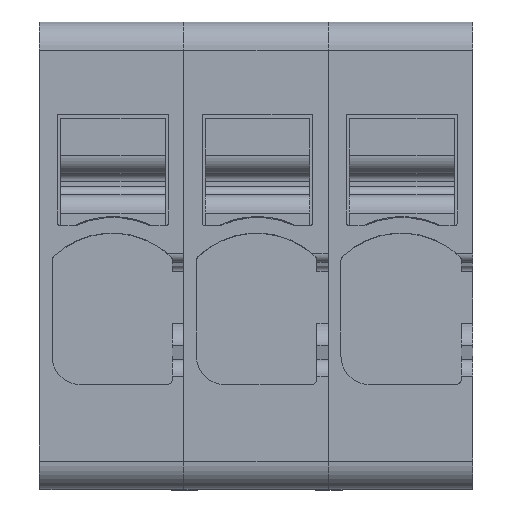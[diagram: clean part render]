
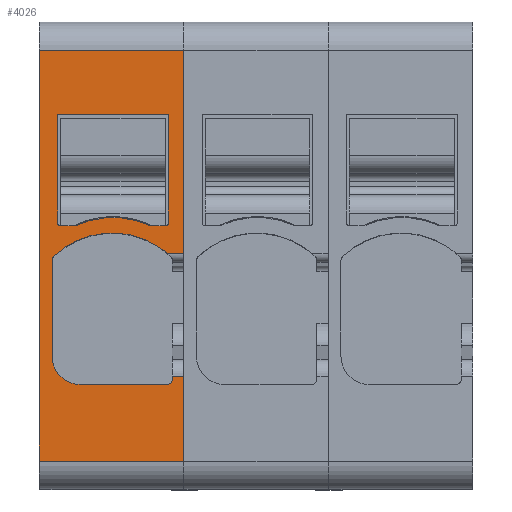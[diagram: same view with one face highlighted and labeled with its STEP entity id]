
A CAD part, top view. The second image highlights one B-rep face of the part: STEP entity #4026.
In plain terms, the highlighted planar face has unit normal (0, 0, 1).
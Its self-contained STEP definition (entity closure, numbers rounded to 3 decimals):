
#3835=AXIS2_PLACEMENT_3D('Plane Axis2P3D',#3832,#3833,#3834) ;
#3860=AXIS2_PLACEMENT_3D('Circle Axis2P3D',#3858,#3859,$) ;
#3874=AXIS2_PLACEMENT_3D('Circle Axis2P3D',#3872,#3873,$) ;
#3888=AXIS2_PLACEMENT_3D('Circle Axis2P3D',#3886,#3887,$) ;
#3895=AXIS2_PLACEMENT_3D('Circle Axis2P3D',#3893,#3894,$) ;
#3930=AXIS2_PLACEMENT_3D('Circle Axis2P3D',#3928,#3929,$) ;
#3946=AXIS2_PLACEMENT_3D('Circle Axis2P3D',#3944,#3945,$) ;
#3960=AXIS2_PLACEMENT_3D('Circle Axis2P3D',#3958,#3959,$) ;
#3974=AXIS2_PLACEMENT_3D('Circle Axis2P3D',#3972,#3973,$) ;
#3981=AXIS2_PLACEMENT_3D('Circle Axis2P3D',#3979,#3980,$) ;
#3988=AXIS2_PLACEMENT_3D('Circle Axis2P3D',#3986,#3987,$) ;
#4002=AXIS2_PLACEMENT_3D('Circle Axis2P3D',#4000,#4001,$) ;
#2718=CARTESIAN_POINT('Vertex',(0.,1.,42.25)) ;
#2721=CARTESIAN_POINT('Line Origine',(0.,8.25,42.25)) ;
#2725=CARTESIAN_POINT('Vertex',(0.,15.5,42.25)) ;
#3072=CARTESIAN_POINT('Vertex',(5.1,15.5,42.25)) ;
#3075=CARTESIAN_POINT('Line Origine',(2.55,15.5,42.25)) ;
#3131=CARTESIAN_POINT('Vertex',(5.1,1.,42.25)) ;
#3134=CARTESIAN_POINT('Line Origine',(2.55,1.,42.25)) ;
#3832=CARTESIAN_POINT('Axis2P3D Location',(13.,15.5,42.25)) ;
#3837=CARTESIAN_POINT('Line Origine',(5.1,2.5,42.25)) ;
#3841=CARTESIAN_POINT('Vertex',(5.1,4.,42.25)) ;
#3844=CARTESIAN_POINT('Line Origine',(4.9,4.,42.25)) ;
#3848=CARTESIAN_POINT('Vertex',(4.7,4.,42.25)) ;
#3851=CARTESIAN_POINT('Line Origine',(4.7,3.95,42.25)) ;
#3855=CARTESIAN_POINT('Vertex',(4.7,3.9,42.25)) ;
#3858=CARTESIAN_POINT('Axis2P3D Location',(4.5,3.9,42.25)) ;
#3862=CARTESIAN_POINT('Vertex',(4.5,3.7,42.25)) ;
#3865=CARTESIAN_POINT('Line Origine',(2.975,3.7,42.25)) ;
#3869=CARTESIAN_POINT('Vertex',(1.45,3.7,42.25)) ;
#3872=CARTESIAN_POINT('Axis2P3D Location',(1.45,4.7,42.25)) ;
#3876=CARTESIAN_POINT('Vertex',(0.45,4.7,42.25)) ;
#3879=CARTESIAN_POINT('Line Origine',(0.45,6.392,42.25)) ;
#3883=CARTESIAN_POINT('Vertex',(0.45,8.083,42.25)) ;
#3886=CARTESIAN_POINT('Axis2P3D Location',(0.65,8.083,42.25)) ;
#3890=CARTESIAN_POINT('Vertex',(0.512,8.229,42.25)) ;
#3893=CARTESIAN_POINT('Axis2P3D Location',(2.575,6.05,42.25)) ;
#3897=CARTESIAN_POINT('Vertex',(4.548,8.31,42.25)) ;
#3900=CARTESIAN_POINT('Line Origine',(4.824,8.31,42.25)) ;
#3904=CARTESIAN_POINT('Vertex',(5.1,8.31,42.25)) ;
#3907=CARTESIAN_POINT('Line Origine',(5.1,11.905,42.25)) ;
#3928=CARTESIAN_POINT('Axis2P3D Location',(0.7,13.2,42.25)) ;
#3932=CARTESIAN_POINT('Vertex',(0.65,13.2,42.25)) ;
#3934=CARTESIAN_POINT('Vertex',(0.7,13.25,42.25)) ;
#3937=CARTESIAN_POINT('Line Origine',(2.6,13.25,42.25)) ;
#3941=CARTESIAN_POINT('Vertex',(4.5,13.25,42.25)) ;
#3944=CARTESIAN_POINT('Axis2P3D Location',(4.5,13.2,42.25)) ;
#3948=CARTESIAN_POINT('Vertex',(4.55,13.2,42.25)) ;
#3951=CARTESIAN_POINT('Line Origine',(4.55,11.3,42.25)) ;
#3955=CARTESIAN_POINT('Vertex',(4.55,9.4,42.25)) ;
#3958=CARTESIAN_POINT('Axis2P3D Location',(4.45,9.4,42.25)) ;
#3962=CARTESIAN_POINT('Vertex',(4.45,9.3,42.25)) ;
#3965=CARTESIAN_POINT('Line Origine',(4.225,9.3,42.25)) ;
#3969=CARTESIAN_POINT('Vertex',(4.,9.3,42.25)) ;
#3972=CARTESIAN_POINT('Axis2P3D Location',(4.,9.65,42.25)) ;
#3976=CARTESIAN_POINT('Vertex',(3.858,9.33,42.25)) ;
#3979=CARTESIAN_POINT('Axis2P3D Location',(2.6,6.497,42.25)) ;
#3983=CARTESIAN_POINT('Vertex',(1.342,9.33,42.25)) ;
#3986=CARTESIAN_POINT('Axis2P3D Location',(1.2,9.65,42.25)) ;
#3990=CARTESIAN_POINT('Vertex',(1.2,9.3,42.25)) ;
#3993=CARTESIAN_POINT('Line Origine',(0.975,9.3,42.25)) ;
#3997=CARTESIAN_POINT('Vertex',(0.75,9.3,42.25)) ;
#4000=CARTESIAN_POINT('Axis2P3D Location',(0.75,9.4,42.25)) ;
#4004=CARTESIAN_POINT('Vertex',(0.65,9.4,42.25)) ;
#4007=CARTESIAN_POINT('Line Origine',(0.65,11.3,42.25)) ;
#2722=DIRECTION('Vector Direction',(0.,-1.,0.)) ;
#3076=DIRECTION('Vector Direction',(-1.,0.,0.)) ;
#3135=DIRECTION('Vector Direction',(-1.,0.,0.)) ;
#3833=DIRECTION('Axis2P3D Direction',(0.,0.,1.)) ;
#3834=DIRECTION('Axis2P3D XDirection',(0.,-1.,0.)) ;
#3838=DIRECTION('Vector Direction',(0.,-1.,0.)) ;
#3845=DIRECTION('Vector Direction',(1.,0.,0.)) ;
#3852=DIRECTION('Vector Direction',(0.,-1.,0.)) ;
#3859=DIRECTION('Axis2P3D Direction',(0.,0.,1.)) ;
#3866=DIRECTION('Vector Direction',(1.,0.,0.)) ;
#3873=DIRECTION('Axis2P3D Direction',(0.,0.,1.)) ;
#3880=DIRECTION('Vector Direction',(0.,-1.,0.)) ;
#3887=DIRECTION('Axis2P3D Direction',(0.,0.,1.)) ;
#3894=DIRECTION('Axis2P3D Direction',(0.,0.,1.)) ;
#3901=DIRECTION('Vector Direction',(-1.,0.,0.)) ;
#3908=DIRECTION('Vector Direction',(0.,-1.,0.)) ;
#3929=DIRECTION('Axis2P3D Direction',(0.,0.,1.)) ;
#3938=DIRECTION('Vector Direction',(1.,0.,0.)) ;
#3945=DIRECTION('Axis2P3D Direction',(0.,0.,1.)) ;
#3952=DIRECTION('Vector Direction',(0.,-1.,0.)) ;
#3959=DIRECTION('Axis2P3D Direction',(0.,0.,1.)) ;
#3966=DIRECTION('Vector Direction',(-1.,0.,0.)) ;
#3973=DIRECTION('Axis2P3D Direction',(0.,0.,1.)) ;
#3980=DIRECTION('Axis2P3D Direction',(0.,0.,1.)) ;
#3987=DIRECTION('Axis2P3D Direction',(0.,0.,1.)) ;
#3994=DIRECTION('Vector Direction',(-1.,0.,0.)) ;
#4001=DIRECTION('Axis2P3D Direction',(0.,0.,1.)) ;
#4008=DIRECTION('Vector Direction',(0.,1.,0.)) ;
#2723=VECTOR('Line Direction',#2722,1.) ;
#3077=VECTOR('Line Direction',#3076,1.) ;
#3136=VECTOR('Line Direction',#3135,1.) ;
#3839=VECTOR('Line Direction',#3838,1.) ;
#3846=VECTOR('Line Direction',#3845,1.) ;
#3853=VECTOR('Line Direction',#3852,1.) ;
#3867=VECTOR('Line Direction',#3866,1.) ;
#3881=VECTOR('Line Direction',#3880,1.) ;
#3902=VECTOR('Line Direction',#3901,1.) ;
#3909=VECTOR('Line Direction',#3908,1.) ;
#3939=VECTOR('Line Direction',#3938,1.) ;
#3953=VECTOR('Line Direction',#3952,1.) ;
#3967=VECTOR('Line Direction',#3966,1.) ;
#3995=VECTOR('Line Direction',#3994,1.) ;
#4009=VECTOR('Line Direction',#4008,1.) ;
#3913=ORIENTED_EDGE('',*,*,#3079,.F.) ;
#3914=ORIENTED_EDGE('',*,*,#2727,.T.) ;
#3915=ORIENTED_EDGE('',*,*,#3138,.T.) ;
#3916=ORIENTED_EDGE('',*,*,#3843,.F.) ;
#3917=ORIENTED_EDGE('',*,*,#3850,.F.) ;
#3918=ORIENTED_EDGE('',*,*,#3857,.T.) ;
#3919=ORIENTED_EDGE('',*,*,#3864,.F.) ;
#3920=ORIENTED_EDGE('',*,*,#3871,.F.) ;
#3921=ORIENTED_EDGE('',*,*,#3878,.F.) ;
#3922=ORIENTED_EDGE('',*,*,#3885,.F.) ;
#3923=ORIENTED_EDGE('',*,*,#3892,.F.) ;
#3924=ORIENTED_EDGE('',*,*,#3899,.T.) ;
#3925=ORIENTED_EDGE('',*,*,#3906,.T.) ;
#3926=ORIENTED_EDGE('',*,*,#3911,.F.) ;
#4013=ORIENTED_EDGE('',*,*,#3936,.T.) ;
#4014=ORIENTED_EDGE('',*,*,#3943,.T.) ;
#4015=ORIENTED_EDGE('',*,*,#3950,.T.) ;
#4016=ORIENTED_EDGE('',*,*,#3957,.T.) ;
#4017=ORIENTED_EDGE('',*,*,#3964,.T.) ;
#4018=ORIENTED_EDGE('',*,*,#3971,.T.) ;
#4019=ORIENTED_EDGE('',*,*,#3978,.T.) ;
#4020=ORIENTED_EDGE('',*,*,#3985,.F.) ;
#4021=ORIENTED_EDGE('',*,*,#3992,.T.) ;
#4022=ORIENTED_EDGE('',*,*,#3999,.T.) ;
#4023=ORIENTED_EDGE('',*,*,#4006,.F.) ;
#4024=ORIENTED_EDGE('',*,*,#4011,.T.) ;
#4025=FACE_BOUND('',#4012,.T.) ;
#4026=ADVANCED_FACE('APG_2-5_BG',(#3927,#4025),#3836,.T.) ;
#3861=CIRCLE('generated circle',#3860,0.2) ;
#3875=CIRCLE('generated circle',#3874,1.) ;
#3889=CIRCLE('generated circle',#3888,0.2) ;
#3896=CIRCLE('generated circle',#3895,3.) ;
#3931=CIRCLE('generated circle',#3930,0.05) ;
#3947=CIRCLE('generated circle',#3946,0.05) ;
#3961=CIRCLE('generated circle',#3960,0.1) ;
#3975=CIRCLE('generated circle',#3974,0.35) ;
#3982=CIRCLE('generated circle',#3981,3.1) ;
#3989=CIRCLE('generated circle',#3988,0.35) ;
#4003=CIRCLE('generated circle',#4002,0.1) ;
#2727=EDGE_CURVE('',#2726,#2719,#2724,.T.) ;
#3079=EDGE_CURVE('',#2726,#3073,#3078,.F.) ;
#3138=EDGE_CURVE('',#2719,#3132,#3137,.F.) ;
#3843=EDGE_CURVE('',#3842,#3132,#3840,.T.) ;
#3850=EDGE_CURVE('',#3849,#3842,#3847,.T.) ;
#3857=EDGE_CURVE('',#3849,#3856,#3854,.T.) ;
#3864=EDGE_CURVE('',#3863,#3856,#3861,.T.) ;
#3871=EDGE_CURVE('',#3870,#3863,#3868,.T.) ;
#3878=EDGE_CURVE('',#3877,#3870,#3875,.T.) ;
#3885=EDGE_CURVE('',#3884,#3877,#3882,.T.) ;
#3892=EDGE_CURVE('',#3891,#3884,#3889,.T.) ;
#3899=EDGE_CURVE('',#3891,#3898,#3896,.F.) ;
#3906=EDGE_CURVE('',#3898,#3905,#3903,.F.) ;
#3911=EDGE_CURVE('',#3073,#3905,#3910,.T.) ;
#3936=EDGE_CURVE('',#3933,#3935,#3931,.F.) ;
#3943=EDGE_CURVE('',#3935,#3942,#3940,.T.) ;
#3950=EDGE_CURVE('',#3942,#3949,#3947,.F.) ;
#3957=EDGE_CURVE('',#3949,#3956,#3954,.T.) ;
#3964=EDGE_CURVE('',#3956,#3963,#3961,.F.) ;
#3971=EDGE_CURVE('',#3963,#3970,#3968,.T.) ;
#3978=EDGE_CURVE('',#3970,#3977,#3975,.F.) ;
#3985=EDGE_CURVE('',#3984,#3977,#3982,.F.) ;
#3992=EDGE_CURVE('',#3984,#3991,#3989,.F.) ;
#3999=EDGE_CURVE('',#3991,#3998,#3996,.T.) ;
#4006=EDGE_CURVE('',#4005,#3998,#4003,.T.) ;
#4011=EDGE_CURVE('',#4005,#3933,#4010,.T.) ;
#3912=EDGE_LOOP('',(#3913,#3914,#3915,#3916,#3917,#3918,#3919,#3920,#3921,#3922,#3923,#3924,#3925,#3926)) ;
#4012=EDGE_LOOP('',(#4013,#4014,#4015,#4016,#4017,#4018,#4019,#4020,#4021,#4022,#4023,#4024)) ;
#3927=FACE_OUTER_BOUND('',#3912,.T.) ;
#2724=LINE('Line',#2721,#2723) ;
#3078=LINE('Line',#3075,#3077) ;
#3137=LINE('Line',#3134,#3136) ;
#3840=LINE('Line',#3837,#3839) ;
#3847=LINE('Line',#3844,#3846) ;
#3854=LINE('Line',#3851,#3853) ;
#3868=LINE('Line',#3865,#3867) ;
#3882=LINE('Line',#3879,#3881) ;
#3903=LINE('Line',#3900,#3902) ;
#3910=LINE('Line',#3907,#3909) ;
#3940=LINE('Line',#3937,#3939) ;
#3954=LINE('Line',#3951,#3953) ;
#3968=LINE('Line',#3965,#3967) ;
#3996=LINE('Line',#3993,#3995) ;
#4010=LINE('Line',#4007,#4009) ;
#3836=PLANE('',#3835) ;
#2719=VERTEX_POINT('',#2718) ;
#2726=VERTEX_POINT('',#2725) ;
#3073=VERTEX_POINT('',#3072) ;
#3132=VERTEX_POINT('',#3131) ;
#3842=VERTEX_POINT('',#3841) ;
#3849=VERTEX_POINT('',#3848) ;
#3856=VERTEX_POINT('',#3855) ;
#3863=VERTEX_POINT('',#3862) ;
#3870=VERTEX_POINT('',#3869) ;
#3877=VERTEX_POINT('',#3876) ;
#3884=VERTEX_POINT('',#3883) ;
#3891=VERTEX_POINT('',#3890) ;
#3898=VERTEX_POINT('',#3897) ;
#3905=VERTEX_POINT('',#3904) ;
#3933=VERTEX_POINT('',#3932) ;
#3935=VERTEX_POINT('',#3934) ;
#3942=VERTEX_POINT('',#3941) ;
#3949=VERTEX_POINT('',#3948) ;
#3956=VERTEX_POINT('',#3955) ;
#3963=VERTEX_POINT('',#3962) ;
#3970=VERTEX_POINT('',#3969) ;
#3977=VERTEX_POINT('',#3976) ;
#3984=VERTEX_POINT('',#3983) ;
#3991=VERTEX_POINT('',#3990) ;
#3998=VERTEX_POINT('',#3997) ;
#4005=VERTEX_POINT('',#4004) ;
